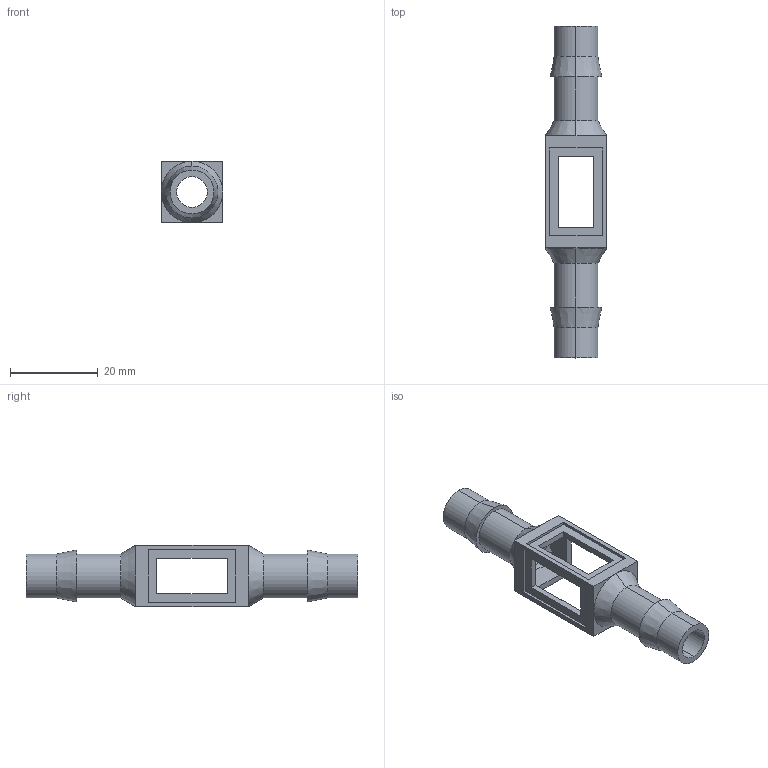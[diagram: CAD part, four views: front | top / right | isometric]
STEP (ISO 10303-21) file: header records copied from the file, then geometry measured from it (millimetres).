
FILE_DESCRIPTION (( 'STEP AP203' ), '1' );
FILE_NAME ('Inspection Chamber Housing V4.STEP', '2025-03-04T08:46:08', ( '' ), ( '' ), 'SwSTEP 2.0', 'SolidWorks 2023', '' );
FILE_SCHEMA (( 'CONFIG_CONTROL_DESIGN' ));
Length unit declared in the file: millimetre
Products named in the file (1): Inspection Chamber Housing V4
Bounding box: 14 x 75.5 x 14 mm (x, y, z)
Volume: 3443.9 mm3; surface area: 4932.8 mm2
Topology: 1 solids, 1 shells, 104 faces, 260 edges, 156 vertices
Faces by surface type: plane 64, cone 12, cylinder 12, torus 8, bspline 8
Entity records: 3237 total; most frequent: CARTESIAN_POINT 733, ORIENTED_EDGE 504, DIRECTION 490, EDGE_CURVE 252, VECTOR 168, LINE 168, AXIS2_PLACEMENT_3D 161, VERTEX_POINT 156
